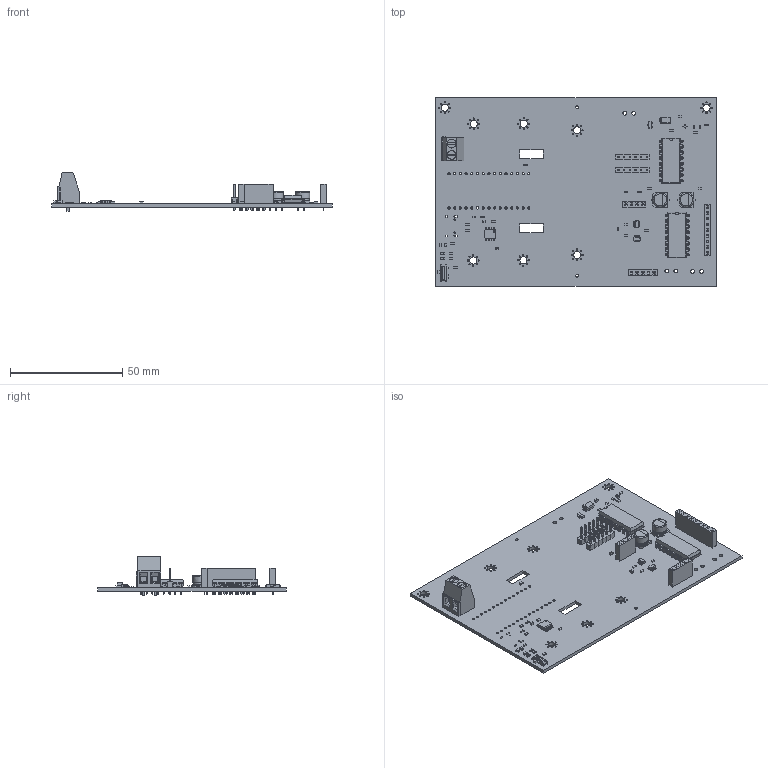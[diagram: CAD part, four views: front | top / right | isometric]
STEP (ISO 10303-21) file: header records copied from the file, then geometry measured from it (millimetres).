
FILE_DESCRIPTION(('KiCad electronic assembly'),'2;1');
FILE_NAME('PCB_PAMI_2025-2026.step','2025-12-18T12:05:51',('Pcbnew'),( 'Kicad'),'Open CASCADE STEP processor 7.8','KiCad to STEP converter' ,'Unknown');
FILE_SCHEMA(('AUTOMOTIVE_DESIGN { 1 0 10303 214 1 1 1 1 }'));
Length unit declared in the file: millimetre
Products named in the file (17): PCB_PAMI_2025-2026 1; CP_Elec_6.3x5.4; C_0603_1608Metric; R_0603_1608Metric; SOT-23-6; SOT-23; LED_0603_1608Metric; PinSocket_1x04_P2.54mm_Vertical; D_SMA; DIP-16_W10.16mm; PinHeader_1x06_P2.54mm_Vertical; PinSocket_1x05_P2.54mm_Vertical; SOIC-8-1EP_3.9x4.9mm_P1.27mm_EP2.29x3mm; TerminalBlock_Phoenix_MKDS-1,5-2-5.08_1x02_P5.08mm_Horizontal; PinSocket_1x09_P2.54mm_Vertical; SW_SPDT_PCM12; PCB_PAMI_2025-2026_PCB
Assembly tree (47 placements, depth 2):
  PCB_PAMI_2025-2026 1
    CP_Elec_6.3x5.4  x2
    C_0603_1608Metric  x10
    R_0603_1608Metric  x15
    SOT-23-6  x2
    SOT-23
    LED_0603_1608Metric  x5
    PinSocket_1x04_P2.54mm_Vertical
    D_SMA
    DIP-16_W10.16mm  x2
    PinHeader_1x06_P2.54mm_Vertical  x2
    PinSocket_1x05_P2.54mm_Vertical
    SOIC-8-1EP_3.9x4.9mm_P1.27mm_EP2.29x3mm
    TerminalBlock_Phoenix_MKDS-1,5-2-5.08_1x02_P5.08mm_Horizontal
    PinSocket_1x09_P2.54mm_Vertical
    SW_SPDT_PCM12
    PCB_PAMI_2025-2026_PCB
Bounding box: 125 x 84 x 17.3 mm (x, y, z)
Volume: 19203 mm3; surface area: 27898.5 mm2
Topology: 47 solids, 47 shells, 3355 faces, 8725 edges, 5561 vertices
Faces by surface type: plane 2463, cylinder 667, bspline 213, torus 8, revolution 2, cone 2
Full cylindrical faces by diameter (mm): 0.3 x4, 0.5 x64, 0.65 x2, 0.8 x34, 0.9 x2, 1 x60, 1.2 x2, 1.3 x2, 1.7 x6, 3.2 x8, 3.8 x2, 4 x2, 6.3 x4
Entity records: 73880 total; most frequent: CARTESIAN_POINT 10935, ORIENTED_EDGE 10060, DIRECTION 9295, EDGE_CURVE 5030, LINE 4150, VECTOR 4150, VERTEX_POINT 3198, AXIS2_PLACEMENT_3D 2572
